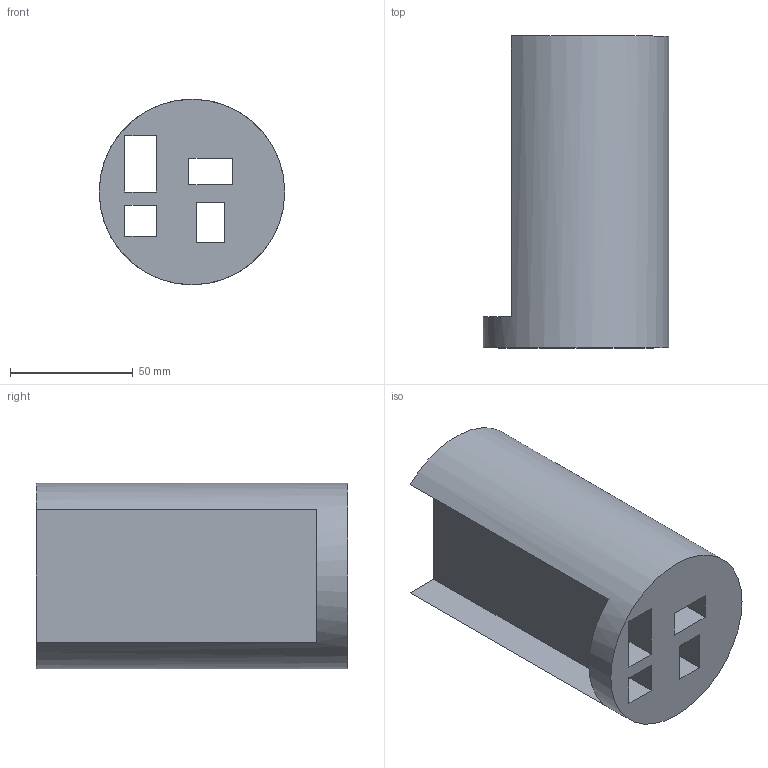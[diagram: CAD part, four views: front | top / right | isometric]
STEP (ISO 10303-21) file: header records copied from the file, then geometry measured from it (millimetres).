
FILE_DESCRIPTION(/* description */ (''),/* implementation_level */ '2;1');
FILE_NAME(/* name */ 'DHECElectronicChassisOmar v1.stp',/* time_stamp */ '2021-05-04T16:28:38-04:00',/* author */ (''),/* organization */ (''),/* preprocessor_version */ 'ST-DEVELOPER v18.1',/* originating_system */ 'Autodesk Translation Framework v10.6.0.1341',/* authorisation */ '');
FILE_SCHEMA (('AUTOMOTIVE_DESIGN { 1 0 10303 214 3 1 1 }'));
Length unit declared in the file: inch
Products named in the file (1): DHEC_Electronic_Chassis_Omar
Bounding box: 75.56 x 127 x 75.56 mm (x, y, z)
Volume: 246209.1 mm3; surface area: 63054.3 mm2
Topology: 1 solids, 1 shells, 28 faces, 75 edges, 50 vertices
Faces by surface type: plane 27, cylinder 1
Full cylindrical faces by diameter (mm): 75.565 x1
Entity records: 921 total; most frequent: CARTESIAN_POINT 154, ORIENTED_EDGE 150, DIRECTION 137, EDGE_CURVE 75, LINE 71, VECTOR 71, VERTEX_POINT 50, EDGE_LOOP 37
